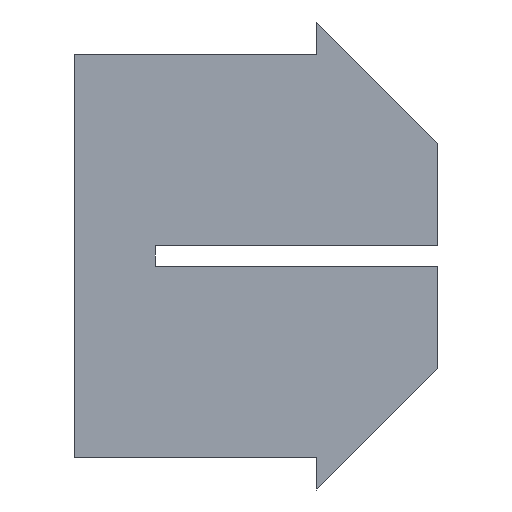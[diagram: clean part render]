
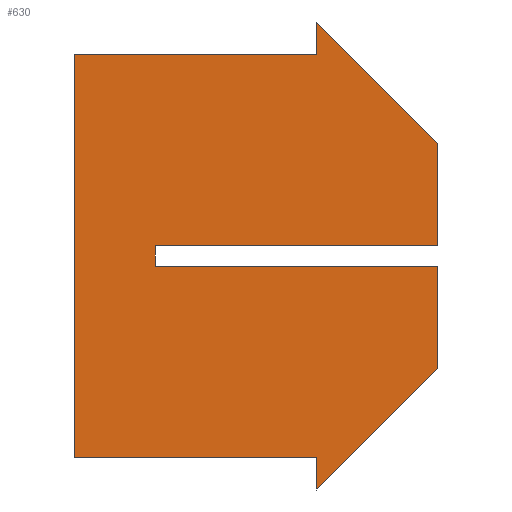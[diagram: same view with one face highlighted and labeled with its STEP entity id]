
A CAD part, left-side view. The second image highlights one B-rep face of the part: STEP entity #630.
In plain terms, the highlighted planar face has unit normal (-1, 0, 0).
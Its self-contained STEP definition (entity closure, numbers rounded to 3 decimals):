
#6 = ORIENTED_EDGE ( 'NONE', *, *, #46, .F. ) ;
#9 = ORIENTED_EDGE ( 'NONE', *, *, #581, .F. ) ;
#10 = VERTEX_POINT ( 'NONE', #523 ) ;
#14 = DIRECTION ( 'NONE',  ( 1., 0., 0. ) ) ;
#20 = VECTOR ( 'NONE', #517, 1000. ) ;
#21 = VERTEX_POINT ( 'NONE', #578 ) ;
#22 = VECTOR ( 'NONE', #137, 1000. ) ;
#23 = CARTESIAN_POINT ( 'NONE',  ( -6., 0., -5. ) ) ;
#25 = CARTESIAN_POINT ( 'NONE',  ( -6., -6., -5. ) ) ;
#34 = VERTEX_POINT ( 'NONE', #298 ) ;
#37 = CARTESIAN_POINT ( 'NONE',  ( -6., -9., -0.25 ) ) ;
#46 = EDGE_CURVE ( 'NONE', #520, #669, #212, .T. ) ;
#49 = ORIENTED_EDGE ( 'NONE', *, *, #540, .F. ) ;
#63 = VERTEX_POINT ( 'NONE', #363 ) ;
#86 = EDGE_CURVE ( 'NONE', #620, #641, #690, .T. ) ;
#96 = ORIENTED_EDGE ( 'NONE', *, *, #220, .F. ) ;
#98 = EDGE_CURVE ( 'NONE', #63, #21, #208, .T. ) ;
#102 = AXIS2_PLACEMENT_3D ( 'NONE', #513, #14, #339 ) ;
#103 = ORIENTED_EDGE ( 'NONE', *, *, #410, .F. ) ;
#114 = CARTESIAN_POINT ( 'NONE',  ( -6., -6., -5.8 ) ) ;
#117 = EDGE_LOOP ( 'NONE', ( #103, #96, #133, #483, #257, #343, #6, #591, #9, #49, #382, #491 ) ) ;
#123 = CARTESIAN_POINT ( 'NONE',  ( -6., 0., 5. ) ) ;
#133 = ORIENTED_EDGE ( 'NONE', *, *, #320, .F. ) ;
#137 = DIRECTION ( 'NONE',  ( 0., -1., 0. ) ) ;
#141 = VECTOR ( 'NONE', #369, 1000. ) ;
#145 = DIRECTION ( 'NONE',  ( 0., 0., 1. ) ) ;
#164 = VECTOR ( 'NONE', #631, 1000. ) ;
#194 = CARTESIAN_POINT ( 'NONE',  ( -6., 0., -5. ) ) ;
#201 = CARTESIAN_POINT ( 'NONE',  ( -6., -9., 0.25 ) ) ;
#208 = LINE ( 'NONE', #305, #22 ) ;
#212 = LINE ( 'NONE', #251, #492 ) ;
#220 = EDGE_CURVE ( 'NONE', #10, #34, #594, .T. ) ;
#221 = DIRECTION ( 'NONE',  ( 0., 0., -1. ) ) ;
#229 = PLANE ( 'NONE',  #102 ) ;
#235 = VECTOR ( 'NONE', #332, 1000. ) ;
#251 = CARTESIAN_POINT ( 'NONE',  ( -6., -9., 0.25 ) ) ;
#257 = ORIENTED_EDGE ( 'NONE', *, *, #98, .F. ) ;
#279 = LINE ( 'NONE', #194, #694 ) ;
#298 = CARTESIAN_POINT ( 'NONE',  ( -6., -6., -5. ) ) ;
#305 = CARTESIAN_POINT ( 'NONE',  ( -6., -2., -0.25 ) ) ;
#307 = CARTESIAN_POINT ( 'NONE',  ( -6., -6., 5. ) ) ;
#320 = EDGE_CURVE ( 'NONE', #485, #10, #542, .T. ) ;
#331 = LINE ( 'NONE', #682, #447 ) ;
#332 = DIRECTION ( 'NONE',  ( 0., 0.707, -0.707 ) ) ;
#339 = DIRECTION ( 'NONE',  ( 0., 1., 0. ) ) ;
#343 = ORIENTED_EDGE ( 'NONE', *, *, #362, .F. ) ;
#353 = CARTESIAN_POINT ( 'NONE',  ( -6., -9., 2.8 ) ) ;
#362 = EDGE_CURVE ( 'NONE', #669, #63, #484, .T. ) ;
#363 = CARTESIAN_POINT ( 'NONE',  ( -6., -2., -0.25 ) ) ;
#369 = DIRECTION ( 'NONE',  ( 0., 0., -1. ) ) ;
#382 = ORIENTED_EDGE ( 'NONE', *, *, #86, .F. ) ;
#410 = EDGE_CURVE ( 'NONE', #34, #427, #611, .T. ) ;
#420 = CARTESIAN_POINT ( 'NONE',  ( -6., -9., 2.8 ) ) ;
#427 = VERTEX_POINT ( 'NONE', #23 ) ;
#434 = EDGE_CURVE ( 'NONE', #21, #485, #536, .T. ) ;
#436 = VERTEX_POINT ( 'NONE', #353 ) ;
#441 = DIRECTION ( 'NONE',  ( 0., 0., 1. ) ) ;
#447 = VECTOR ( 'NONE', #479, 1000. ) ;
#448 = CARTESIAN_POINT ( 'NONE',  ( -6., -6., 5. ) ) ;
#460 = VECTOR ( 'NONE', #221, 1000. ) ;
#479 = DIRECTION ( 'NONE',  ( 0., -0.707, -0.707 ) ) ;
#480 = DIRECTION ( 'NONE',  ( 0., 1., 0. ) ) ;
#482 = DIRECTION ( 'NONE',  ( 0., 0., 1. ) ) ;
#483 = ORIENTED_EDGE ( 'NONE', *, *, #434, .F. ) ;
#484 = LINE ( 'NONE', #503, #460 ) ;
#485 = VERTEX_POINT ( 'NONE', #628 ) ;
#491 = ORIENTED_EDGE ( 'NONE', *, *, #577, .F. ) ;
#492 = VECTOR ( 'NONE', #480, 1000. ) ;
#503 = CARTESIAN_POINT ( 'NONE',  ( -6., -2., 0.25 ) ) ;
#510 = EDGE_CURVE ( 'NONE', #436, #520, #633, .T. ) ;
#511 = CARTESIAN_POINT ( 'NONE',  ( -6., -6., 5.8 ) ) ;
#512 = CARTESIAN_POINT ( 'NONE',  ( -6., -9., -2.8 ) ) ;
#513 = CARTESIAN_POINT ( 'NONE',  ( -6., 0., 0. ) ) ;
#517 = DIRECTION ( 'NONE',  ( 0., 1., 0. ) ) ;
#520 = VERTEX_POINT ( 'NONE', #201 ) ;
#521 = VECTOR ( 'NONE', #441, 1000. ) ;
#523 = CARTESIAN_POINT ( 'NONE',  ( -6., -6., -5.8 ) ) ;
#526 = CARTESIAN_POINT ( 'NONE',  ( -6., 0., 5. ) ) ;
#536 = LINE ( 'NONE', #37, #662 ) ;
#540 = EDGE_CURVE ( 'NONE', #641, #680, #598, .T. ) ;
#542 = LINE ( 'NONE', #512, #235 ) ;
#577 = EDGE_CURVE ( 'NONE', #427, #620, #279, .T. ) ;
#578 = CARTESIAN_POINT ( 'NONE',  ( -6., -9., -0.25 ) ) ;
#581 = EDGE_CURVE ( 'NONE', #680, #436, #331, .T. ) ;
#591 = ORIENTED_EDGE ( 'NONE', *, *, #510, .F. ) ;
#592 = FACE_OUTER_BOUND ( 'NONE', #117, .T. ) ;
#594 = LINE ( 'NONE', #114, #521 ) ;
#598 = LINE ( 'NONE', #307, #670 ) ;
#611 = LINE ( 'NONE', #25, #20 ) ;
#612 = CARTESIAN_POINT ( 'NONE',  ( -6., -2., 0.25 ) ) ;
#620 = VERTEX_POINT ( 'NONE', #123 ) ;
#624 = DIRECTION ( 'NONE',  ( 0., 0., -1. ) ) ;
#628 = CARTESIAN_POINT ( 'NONE',  ( -6., -9., -2.8 ) ) ;
#630 = ADVANCED_FACE ( 'NONE', ( #592 ), #229, .F. ) ;
#631 = DIRECTION ( 'NONE',  ( 0., -1., 0. ) ) ;
#633 = LINE ( 'NONE', #420, #141 ) ;
#641 = VERTEX_POINT ( 'NONE', #448 ) ;
#662 = VECTOR ( 'NONE', #624, 1000. ) ;
#669 = VERTEX_POINT ( 'NONE', #612 ) ;
#670 = VECTOR ( 'NONE', #145, 1000. ) ;
#680 = VERTEX_POINT ( 'NONE', #511 ) ;
#682 = CARTESIAN_POINT ( 'NONE',  ( -6., -6., 5.8 ) ) ;
#690 = LINE ( 'NONE', #526, #164 ) ;
#694 = VECTOR ( 'NONE', #482, 1000. ) ;
